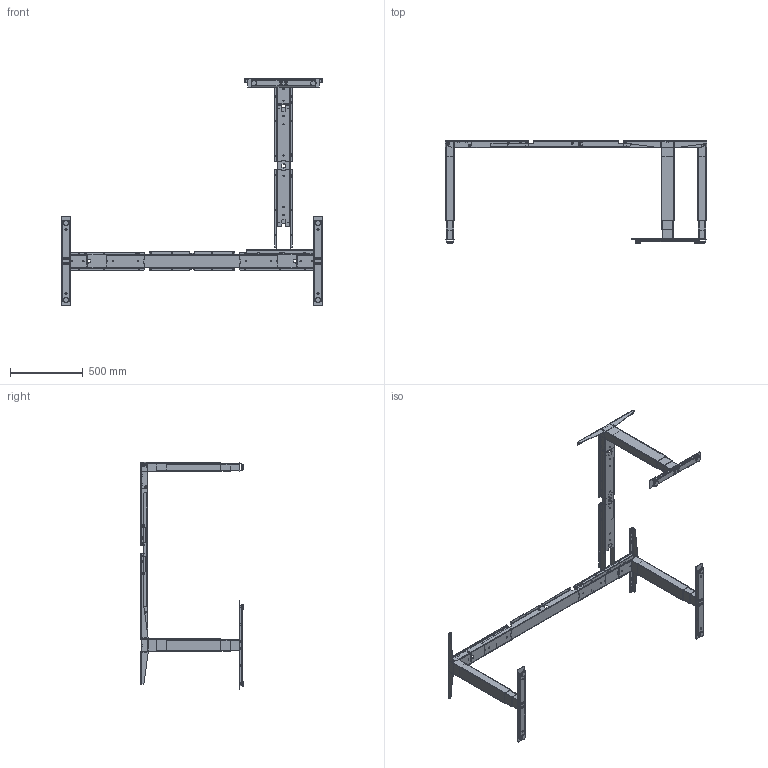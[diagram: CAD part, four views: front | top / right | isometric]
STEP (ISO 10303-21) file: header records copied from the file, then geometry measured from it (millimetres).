
FILE_DESCRIPTION (( 'STEP AP203' ), '1' );
FILE_NAME ('A31BA433115AxxG_ Aero 2.0 Flex -2022 3c_3S, Fl174_Fl115.STEP', '2022-09-23T06:44:02', ( '' ), ( '' ), 'SwSTEP 2.0', 'SolidWorks 2021', '' );
FILE_SCHEMA (( 'CONFIG_CONTROL_DESIGN' ));
Products named in the file (1): A31BA433115AxxG_ Aero 2.0 Flex -2022 3c_3S, Fl174_Fl115
Bounding box: 1800 x 707 x 1562.88 mm (x, y, z)
Surface area: 3661767.5 mm2 (no closed solid volume)
Topology: 0 solids, 313 shells, 2147 faces, 11846 edges, 9671 vertices
Faces by surface type: plane 1149, cylinder 785, cone 75, torus 68, bspline 53, sphere 17
Entity records: 121068 total; most frequent: CARTESIAN_POINT 33722, DIRECTION 17501, ORIENTED_EDGE 15240, EDGE_CURVE 11845, VERTEX_POINT 9671, VECTOR 7215, LINE 7215, AXIS2_PLACEMENT_3D 5143
